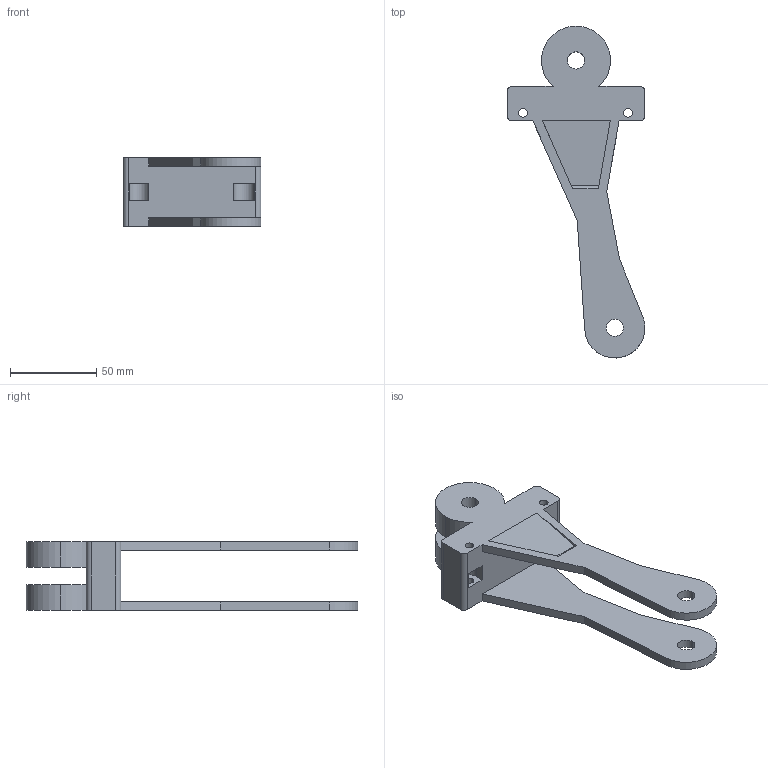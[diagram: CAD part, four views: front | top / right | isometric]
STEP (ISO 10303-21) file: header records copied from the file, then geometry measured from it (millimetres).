
FILE_DESCRIPTION (( 'STEP AP203' ), '1' );
FILE_NAME ('Brazot800_Predeterminado_sldprt.STEP', '2020-09-14T00:32:26', ( '' ), ( '' ), 'SwSTEP 2.0', 'SolidWorks 2019', '' );
FILE_SCHEMA (( 'CONFIG_CONTROL_DESIGN' ));
Length unit declared in the file: millimetre
Products named in the file (1): Brazot800_Predeterminado_sldprt
Bounding box: 80 x 192.49 x 40 mm (x, y, z)
Volume: 132058.7 mm3; surface area: 38754.6 mm2
Topology: 1 solids, 1 shells, 63 faces, 174 edges, 116 vertices
Faces by surface type: cylinder 32, plane 31
Entity records: 2139 total; most frequent: DIRECTION 362, CARTESIAN_POINT 360, ORIENTED_EDGE 348, EDGE_CURVE 174, AXIS2_PLACEMENT_3D 126, VERTEX_POINT 116, VECTOR 110, LINE 110
